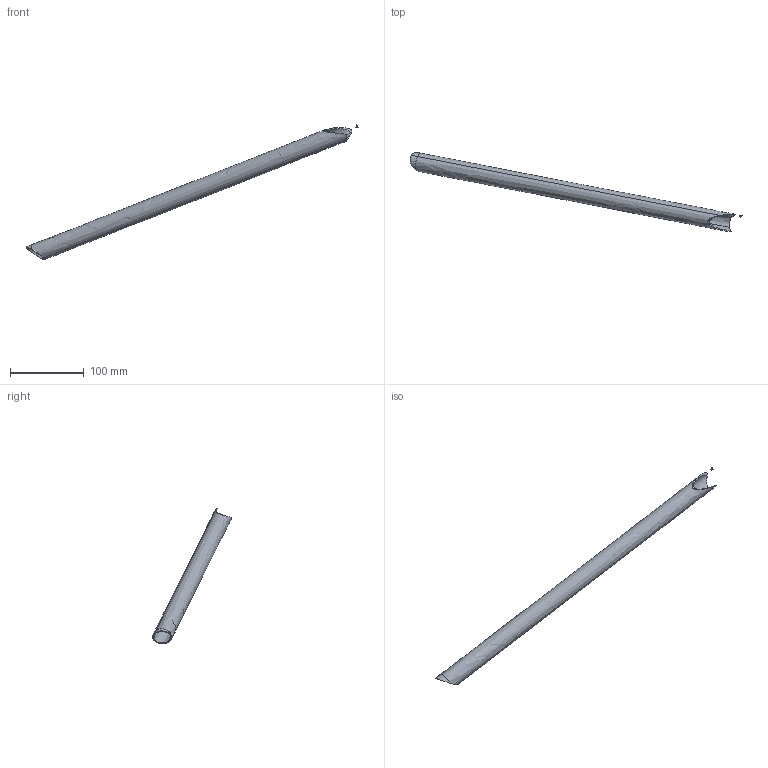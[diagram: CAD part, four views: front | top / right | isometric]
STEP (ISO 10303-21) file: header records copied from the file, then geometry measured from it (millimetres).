
FILE_DESCRIPTION(('CATIA V5 STEP Exchange'),'2;1');
FILE_NAME('920.stp','2017-12-21T20:27:39+00:00',('none'),('none'),'CATIA Version 5 Release 19 SP 2 (IN-10)','CATIA V5 STEP AP203','none');
FILE_SCHEMA(('CONFIG_CONTROL_DESIGN'));
Length unit declared in the file: millimetre
Products named in the file (1): Shape_920
Bounding box: 449.89 x 107.43 x 183.39 mm (x, y, z)
Volume: 49969.2 mm3; surface area: 66990.6 mm2
Topology: 2 solids, 2 shells, 17 faces, 40 edges, 26 vertices
Faces by surface type: cylinder 7, bspline 6, plane 4
Entity records: 941 total; most frequent: CARTESIAN_POINT 594, ORIENTED_EDGE 80, EDGE_CURVE 40, DIRECTION 31, VERTEX_POINT 26, B_SPLINE_CURVE_WITH_KNOTS 24, EDGE_LOOP 18, ADVANCED_FACE 17
